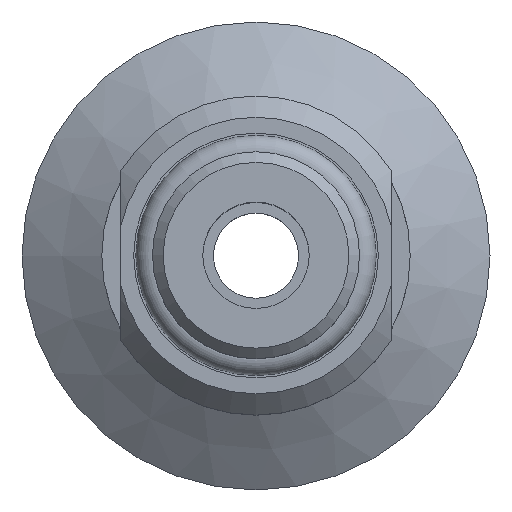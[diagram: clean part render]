
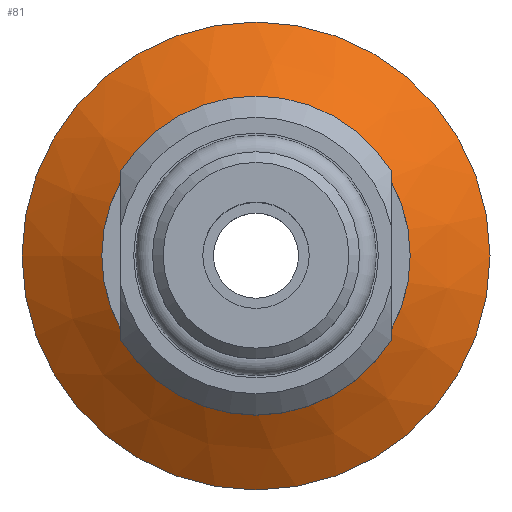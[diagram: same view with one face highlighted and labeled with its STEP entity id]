
A CAD part, top view. The second image highlights one B-rep face of the part: STEP entity #81.
In plain terms, the highlighted conical face has half-angle 56.31 degrees and reference radius 11 mm.
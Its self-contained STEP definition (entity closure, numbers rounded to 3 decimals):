
#81 = ADVANCED_FACE( '', ( #191, #192 ), #193, .T. );
#191 = FACE_BOUND( '', #340, .T. );
#192 = FACE_OUTER_BOUND( '', #341, .T. );
#193 = CONICAL_SURFACE( '', #342, 11., 0.983 );
#340 = EDGE_LOOP( '', ( #668 ) );
#341 = EDGE_LOOP( '', ( #669 ) );
#342 = AXIS2_PLACEMENT_3D( '', #670, #671, #672 );
#668 = ORIENTED_EDGE( '', *, *, #940, .T. );
#669 = ORIENTED_EDGE( '', *, *, #887, .F. );
#670 = CARTESIAN_POINT( '', ( 0., 0., -8. ) );
#671 = DIRECTION( '', ( 0., 0., -1. ) );
#672 = DIRECTION( '', ( -1., 0., 0. ) );
#887 = EDGE_CURVE( '', #1051, #1051, #1052, .T. );
#940 = EDGE_CURVE( '', #1141, #1141, #1142, .T. );
#1051 = VERTEX_POINT( '', #1340 );
#1052 = CIRCLE( '', #1341, 11. );
#1141 = VERTEX_POINT( '', #1477 );
#1142 = CIRCLE( '', #1478, 7.25 );
#1340 = CARTESIAN_POINT( '', ( -11., 0., -8. ) );
#1341 = AXIS2_PLACEMENT_3D( '', #1601, #1602, #1603 );
#1477 = CARTESIAN_POINT( '', ( -7.25, 0., -5.5 ) );
#1478 = AXIS2_PLACEMENT_3D( '', #1702, #1703, #1704 );
#1601 = CARTESIAN_POINT( '', ( 0., 0., -8. ) );
#1602 = DIRECTION( '', ( 0., 0., -1. ) );
#1603 = DIRECTION( '', ( -1., 0., 0. ) );
#1702 = CARTESIAN_POINT( '', ( 0., 0., -5.5 ) );
#1703 = DIRECTION( '', ( 0., 0., -1. ) );
#1704 = DIRECTION( '', ( -1., 0., 0. ) );
